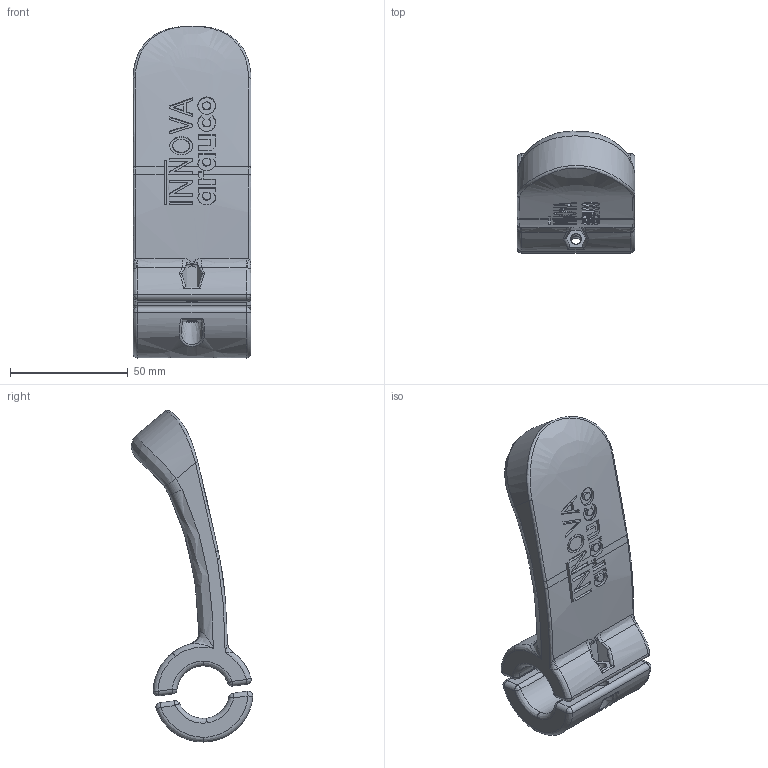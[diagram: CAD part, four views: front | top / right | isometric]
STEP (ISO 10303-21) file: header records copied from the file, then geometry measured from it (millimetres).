
FILE_DESCRIPTION(/* description */ (''),/* implementation_level */ '2;1');
FILE_NAME(/* name */ 'HOLD-D~3',/* time_stamp */ '2020-05-18T20:09:28-04:00',/* author */ (''),/* organization */ (''),/* preprocessor_version */ 'ST-DEVELOPER v16.5',/* originating_system */ '',/* authorisation */ '');
FILE_SCHEMA (('AUTOMOTIVE_DESIGN'));
Length unit declared in the file: millimetre
Products named in the file (1): Document
Bounding box: 50 x 51.59 x 140.84 mm (x, y, z)
Volume: 22023.8 mm3; surface area: 25777.7 mm2
Topology: 1 solids, 2 shells, 275 faces, 695 edges, 436 vertices
Faces by surface type: bspline 251, plane 24
Entity records: 18374 total; most frequent: CARTESIAN_POINT 14207, ORIENTED_EDGE 1380, EDGE_CURVE 690, B_SPLINE_CURVE_WITH_KNOTS 515, VERTEX_POINT 436, EDGE_LOOP 300, ADVANCED_FACE 275, FACE_OUTER_BOUND 275
